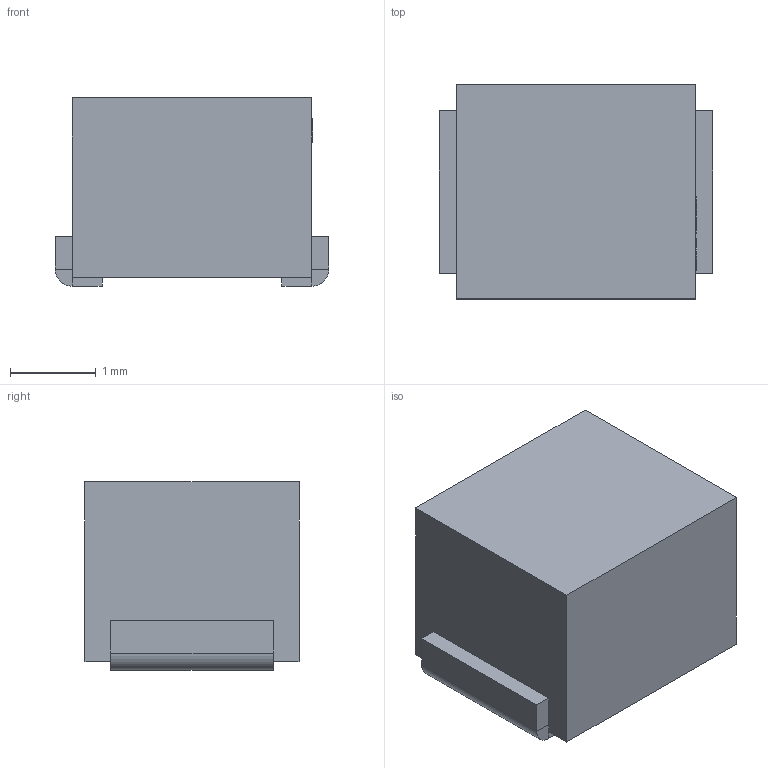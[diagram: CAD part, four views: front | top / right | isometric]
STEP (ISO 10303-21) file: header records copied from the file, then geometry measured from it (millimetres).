
FILE_DESCRIPTION (( 'STEP AP214' ), '1' );
FILE_NAME ('IND-SMD_L3.2-W2.5.step', '2022-07-09T00:05:45', ( '' ), ( '' ), 'SwSTEP 2.0', 'SolidWorks 2020', '' );
FILE_SCHEMA (( 'AUTOMOTIVE_DESIGN' ));
Length unit declared in the file: millimetre
Products named in the file (1): IND-SMD_L3.2-W2.5
Bounding box: 3.2 x 2.5 x 2.2 mm (x, y, z)
Volume: 15.2 mm3; surface area: 38.9 mm2
Topology: 1 solids, 1 shells, 311 faces, 837 edges, 554 vertices
Faces by surface type: plane 197, bspline 112, cylinder 2
Entity records: 13417 total; most frequent: CARTESIAN_POINT 3807, ORIENTED_EDGE 1674, DIRECTION 1013, EDGE_CURVE 837, LINE 605, VECTOR 605, VERTEX_POINT 554, EDGE_LOOP 337
